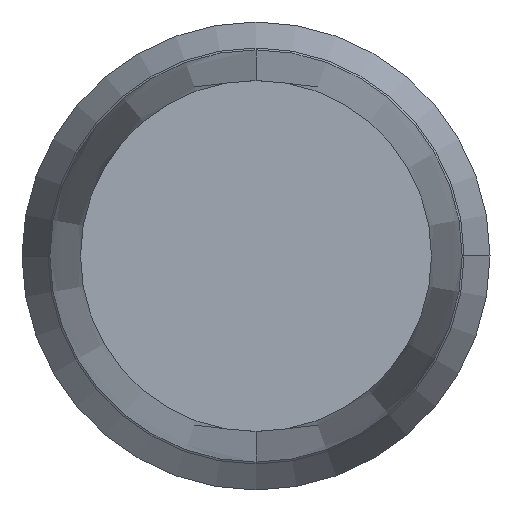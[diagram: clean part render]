
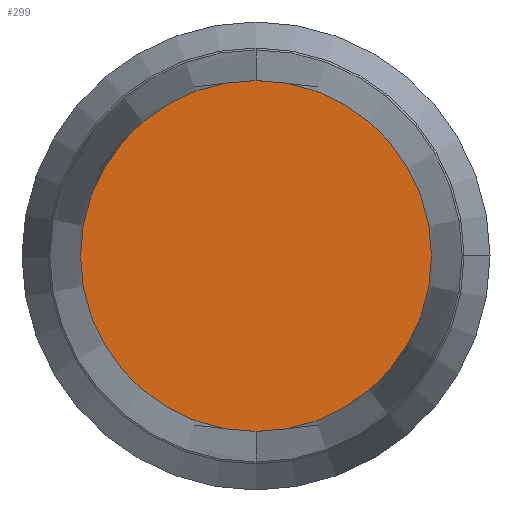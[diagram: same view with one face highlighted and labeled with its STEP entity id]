
A CAD part, front view. The second image highlights one B-rep face of the part: STEP entity #299.
In plain terms, the highlighted planar face has unit normal (0, -1, 0).
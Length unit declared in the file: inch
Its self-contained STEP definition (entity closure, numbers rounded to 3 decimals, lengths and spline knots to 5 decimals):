
#14 = CARTESIAN_POINT ( 'NONE',  ( 0., 0., 0. ) ) ;
#36 = CARTESIAN_POINT ( 'NONE',  ( 0., 0., 0. ) ) ;
#41 = CIRCLE ( 'NONE', #191, 0.09375 ) ;
#48 = VERTEX_POINT ( 'NONE', #408 ) ;
#69 = EDGE_LOOP ( 'NONE', ( #343, #364 ) ) ;
#95 = DIRECTION ( 'NONE',  ( 0., -1., 0. ) ) ;
#109 = CARTESIAN_POINT ( 'NONE',  ( 0., 0., 0.09375 ) ) ;
#112 = CIRCLE ( 'NONE', #403, 0.09375 ) ;
#113 = DIRECTION ( 'NONE',  ( 0., -1., 0. ) ) ;
#133 = VERTEX_POINT ( 'NONE', #109 ) ;
#164 = DIRECTION ( 'NONE',  ( 0., 0., -1. ) ) ;
#182 = DIRECTION ( 'NONE',  ( 0., 0., -1. ) ) ;
#191 = AXIS2_PLACEMENT_3D ( 'NONE', #14, #95, #164 ) ;
#214 = EDGE_CURVE ( 'NONE', #133, #48, #112, .T. ) ;
#221 = PLANE ( 'NONE',  #396 ) ;
#251 = FACE_OUTER_BOUND ( 'NONE', #69, .T. ) ;
#253 = DIRECTION ( 'NONE',  ( 0., 0., -1. ) ) ;
#299 = ADVANCED_FACE ( 'NONE', ( #251 ), #221, .T. ) ;
#332 = CARTESIAN_POINT ( 'NONE',  ( 0., 0., 0. ) ) ;
#343 = ORIENTED_EDGE ( 'NONE', *, *, #214, .T. ) ;
#364 = ORIENTED_EDGE ( 'NONE', *, *, #410, .T. ) ;
#396 = AXIS2_PLACEMENT_3D ( 'NONE', #332, #113, #253 ) ;
#403 = AXIS2_PLACEMENT_3D ( 'NONE', #36, #453, #182 ) ;
#408 = CARTESIAN_POINT ( 'NONE',  ( 0., 0., -0.09375 ) ) ;
#410 = EDGE_CURVE ( 'NONE', #48, #133, #41, .T. ) ;
#453 = DIRECTION ( 'NONE',  ( 0., -1., 0. ) ) ;
